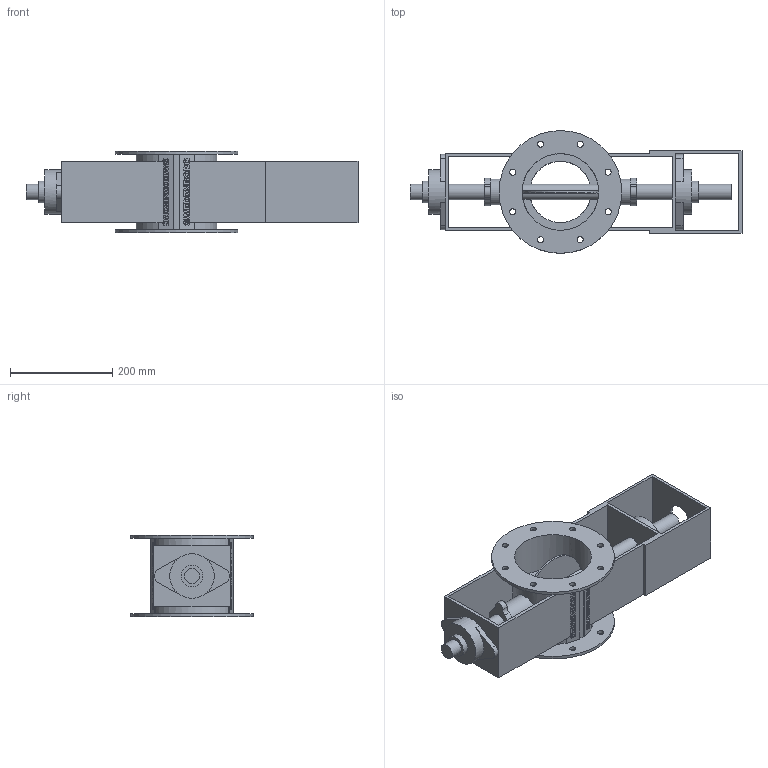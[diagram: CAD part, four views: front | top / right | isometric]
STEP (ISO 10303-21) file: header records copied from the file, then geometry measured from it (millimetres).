
FILE_DESCRIPTION(/* description */ ('SWEDENBORG – Quotation model (for reference)'),/* implementation_level */ '2;1');
FILE_NAME(/* name */ 'SWEDAMPER-S200-DN150.stp',/* time_stamp */ '2026-02-06T12:00:27+01:00',/* author */ ('HB'),/* organization */ (''),/* preprocessor_version */ 'ST-DEVELOPER v20',/* originating_system */ 'Autodesk Inventor 2025',/* authorisation */ '');
FILE_SCHEMA (('AUTOMOTIVE_DESIGN { 1 0 10303 214 3 1 1 }'));
Length unit declared in the file: millimetre
Products named in the file (1): OffGen_Rund1ax
Bounding box: 649 x 240 x 160 mm (x, y, z)
Volume: 2873030.6 mm3; surface area: 744747.6 mm2
Topology: 1 solids, 1 shells, 654 faces, 1878 edges, 1253 vertices
Faces by surface type: plane 426, bspline 168, cylinder 60
Full cylindrical faces by diameter (mm): 12 x16, 30 x5, 42 x2, 50 x3, 87 x2, 150 x2, 240 x2
Entity records: 23775 total; most frequent: CARTESIAN_POINT 7102, ORIENTED_EDGE 3756, DIRECTION 2595, EDGE_CURVE 1878, LINE 1353, VECTOR 1353, VERTEX_POINT 1253, EDGE_LOOP 729
